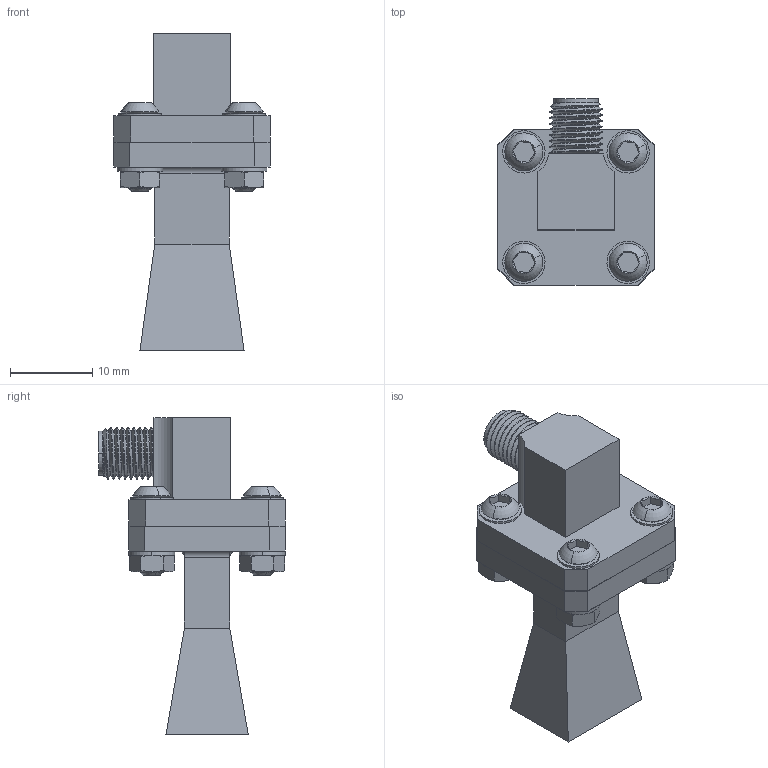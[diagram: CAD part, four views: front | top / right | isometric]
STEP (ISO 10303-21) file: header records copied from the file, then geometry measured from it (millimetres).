
FILE_DESCRIPTION (( 'STEP AP203' ), '1' );
FILE_NAME ('SMH128KR-10.step', '2019-03-21T19:29:06', ( '' ), ( '' ), 'SwSTEP 2.0', 'SolidWorks 2017', '' );
FILE_SCHEMA (( 'CONFIG_CONTROL_DESIGN' ));
Length unit declared in the file: inch
Products named in the file (6): 28AC206; SMH128KR-10; Copy of 4-40 NUT^SMH128KR-10_91841A005; PE9850-10; Washer^SMH128KR-10; Copy of 4-40 Hex^SMH128KR-10
Assembly tree (14 placements, depth 2):
  SMH128KR-10
    PE9850-10
    28AC206
    Copy of 4-40 Hex^SMH128KR-10  x4
    Copy of 4-40 NUT^SMH128KR-10_91841A005  x4
    Washer^SMH128KR-10  x4
Bounding box: 19.05 x 22.73 x 38.61 mm (x, y, z)
Volume: 3695.1 mm3; surface area: 5525.2 mm2
Topology: 14 solids, 14 shells, 647 faces, 1663 edges, 1068 vertices
Faces by surface type: cylinder 329, plane 148, cone 135, bspline 23, torus 12
Entity records: 12102 total; most frequent: CARTESIAN_POINT 5262, ORIENTED_EDGE 1332, DIRECTION 1157, EDGE_CURVE 666, AXIS2_PLACEMENT_3D 442, VERTEX_POINT 429, EDGE_LOOP 307, LINE 273
